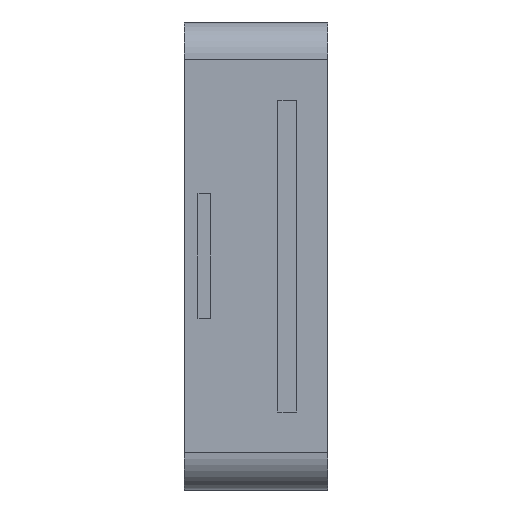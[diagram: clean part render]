
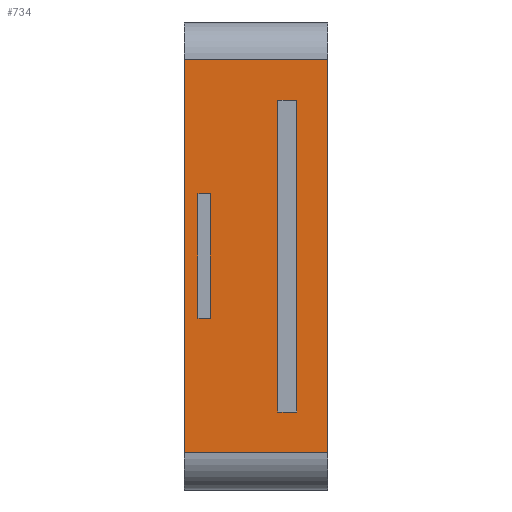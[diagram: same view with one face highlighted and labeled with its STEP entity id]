
A CAD part, left-side view. The second image highlights one B-rep face of the part: STEP entity #734.
In plain terms, the highlighted planar face has unit normal (-1, 0, 0).
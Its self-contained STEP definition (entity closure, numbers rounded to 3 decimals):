
#4 = EDGE_CURVE ( 'NONE', #549, #208, #595, .T. ) ;
#12 = ORIENTED_EDGE ( 'NONE', *, *, #593, .F. ) ;
#55 = DIRECTION ( 'NONE',  ( 0., 1., 0. ) ) ;
#72 = CARTESIAN_POINT ( 'NONE',  ( -3.475, 1.04, -0.5 ) ) ;
#91 = CARTESIAN_POINT ( 'NONE',  ( -3.475, 1.15, -1.875 ) ) ;
#105 = CARTESIAN_POINT ( 'NONE',  ( -3.475, 0.94, -0.5 ) ) ;
#106 = FACE_BOUND ( 'NONE', #1001, .T. ) ;
#134 = LINE ( 'NONE', #502, #971 ) ;
#137 = VECTOR ( 'NONE', #302, 1000. ) ;
#156 = CARTESIAN_POINT ( 'NONE',  ( -3.475, 0., 1.575 ) ) ;
#166 = DIRECTION ( 'NONE',  ( 0., 0., 1. ) ) ;
#179 = VERTEX_POINT ( 'NONE', #105 ) ;
#188 = ORIENTED_EDGE ( 'NONE', *, *, #264, .T. ) ;
#208 = VERTEX_POINT ( 'NONE', #261 ) ;
#210 = CARTESIAN_POINT ( 'NONE',  ( -3.475, 1.15, -1.575 ) ) ;
#217 = AXIS2_PLACEMENT_3D ( 'NONE', #91, #346, #891 ) ;
#224 = VECTOR ( 'NONE', #55, 1000. ) ;
#261 = CARTESIAN_POINT ( 'NONE',  ( -3.475, 1.04, -0.5 ) ) ;
#264 = EDGE_CURVE ( 'NONE', #318, #883, #134, .T. ) ;
#273 = VERTEX_POINT ( 'NONE', #341 ) ;
#280 = DIRECTION ( 'NONE',  ( 0., 0., -1. ) ) ;
#299 = CARTESIAN_POINT ( 'NONE',  ( -3.475, 0., -1.875 ) ) ;
#302 = DIRECTION ( 'NONE',  ( 0., -1., 0. ) ) ;
#309 = VECTOR ( 'NONE', #166, 1000. ) ;
#318 = VERTEX_POINT ( 'NONE', #156 ) ;
#341 = CARTESIAN_POINT ( 'NONE',  ( -3.475, 1.15, -1.575 ) ) ;
#346 = DIRECTION ( 'NONE',  ( 1., 0., 0. ) ) ;
#385 = DIRECTION ( 'NONE',  ( 0., -1., 0. ) ) ;
#393 = VECTOR ( 'NONE', #280, 1000. ) ;
#395 = LINE ( 'NONE', #547, #577 ) ;
#428 = LINE ( 'NONE', #480, #224 ) ;
#431 = EDGE_CURVE ( 'NONE', #581, #318, #945, .T. ) ;
#480 = CARTESIAN_POINT ( 'NONE',  ( -3.475, 1.04, 0.5 ) ) ;
#490 = VERTEX_POINT ( 'NONE', #937 ) ;
#502 = CARTESIAN_POINT ( 'NONE',  ( -3.475, 1.15, 1.575 ) ) ;
#505 = DIRECTION ( 'NONE',  ( 0., 1., 0. ) ) ;
#510 = ORIENTED_EDGE ( 'NONE', *, *, #801, .F. ) ;
#517 = CARTESIAN_POINT ( 'NONE',  ( -3.475, 1.15, -1.875 ) ) ;
#547 = CARTESIAN_POINT ( 'NONE',  ( -3.475, 1.04, -0.5 ) ) ;
#549 = VERTEX_POINT ( 'NONE', #629 ) ;
#577 = VECTOR ( 'NONE', #385, 1000. ) ;
#581 = VERTEX_POINT ( 'NONE', #947 ) ;
#587 = CARTESIAN_POINT ( 'NONE',  ( -3.475, 0.94, -0.5 ) ) ;
#592 = DIRECTION ( 'NONE',  ( 0., 0., 1. ) ) ;
#593 = EDGE_CURVE ( 'NONE', #490, #549, #428, .T. ) ;
#595 = LINE ( 'NONE', #72, #393 ) ;
#617 = DIRECTION ( 'NONE',  ( 0., 0., 1. ) ) ;
#629 = CARTESIAN_POINT ( 'NONE',  ( -3.475, 1.04, 0.5 ) ) ;
#660 = PLANE ( 'NONE',  #217 ) ;
#674 = CARTESIAN_POINT ( 'NONE',  ( -3.475, 1.15, 1.575 ) ) ;
#734 = ADVANCED_FACE ( 'NONE', ( #748, #106 ), #660, .F. ) ;
#744 = EDGE_CURVE ( 'NONE', #179, #490, #943, .T. ) ;
#748 = FACE_OUTER_BOUND ( 'NONE', #1008, .T. ) ;
#781 = LINE ( 'NONE', #210, #137 ) ;
#799 = ORIENTED_EDGE ( 'NONE', *, *, #987, .T. ) ;
#801 = EDGE_CURVE ( 'NONE', #273, #883, #1067, .T. ) ;
#883 = VERTEX_POINT ( 'NONE', #674 ) ;
#891 = DIRECTION ( 'NONE',  ( 0., 0., -1. ) ) ;
#937 = CARTESIAN_POINT ( 'NONE',  ( -3.475, 0.94, 0.5 ) ) ;
#943 = LINE ( 'NONE', #587, #309 ) ;
#945 = LINE ( 'NONE', #299, #970 ) ;
#947 = CARTESIAN_POINT ( 'NONE',  ( -3.475, 0., -1.575 ) ) ;
#970 = VECTOR ( 'NONE', #617, 1000. ) ;
#971 = VECTOR ( 'NONE', #505, 1000. ) ;
#978 = ORIENTED_EDGE ( 'NONE', *, *, #431, .T. ) ;
#981 = EDGE_CURVE ( 'NONE', #208, #179, #395, .T. ) ;
#987 = EDGE_CURVE ( 'NONE', #273, #581, #781, .T. ) ;
#991 = ORIENTED_EDGE ( 'NONE', *, *, #981, .F. ) ;
#1001 = EDGE_LOOP ( 'NONE', ( #12, #1065, #991, #1034 ) ) ;
#1008 = EDGE_LOOP ( 'NONE', ( #510, #799, #978, #188 ) ) ;
#1034 = ORIENTED_EDGE ( 'NONE', *, *, #4, .F. ) ;
#1037 = VECTOR ( 'NONE', #592, 1000. ) ;
#1065 = ORIENTED_EDGE ( 'NONE', *, *, #744, .F. ) ;
#1067 = LINE ( 'NONE', #517, #1037 ) ;
